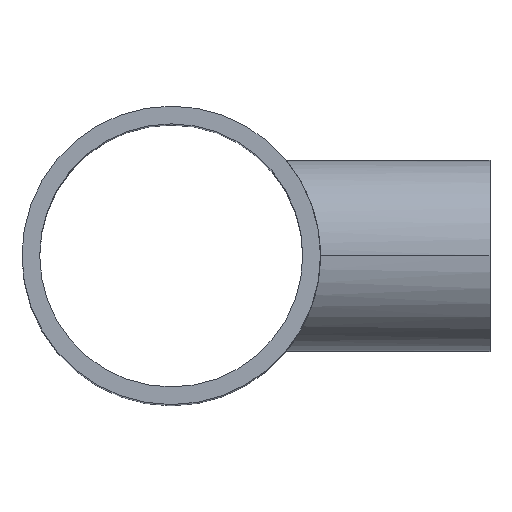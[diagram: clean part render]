
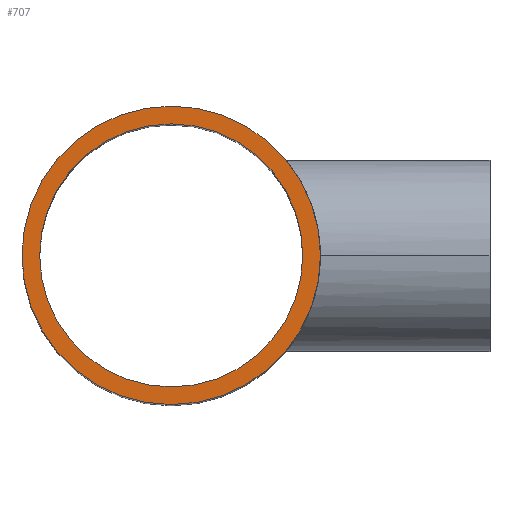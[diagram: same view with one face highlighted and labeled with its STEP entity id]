
A CAD part, top view. The second image highlights one B-rep face of the part: STEP entity #707.
In plain terms, the highlighted planar face has unit normal (0, 0, 1).
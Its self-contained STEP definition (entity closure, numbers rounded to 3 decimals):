
#13 = EDGE_CURVE ( 'NONE', #633, #63, #465, .T. ) ;
#27 = EDGE_CURVE ( 'NONE', #244, #694, #306, .T. ) ;
#63 = VERTEX_POINT ( 'NONE', #603 ) ;
#99 = DIRECTION ( 'NONE',  ( 0., 0., 1. ) ) ;
#100 = DIRECTION ( 'NONE',  ( 1., 0., 0. ) ) ;
#104 = AXIS2_PLACEMENT_3D ( 'NONE', #380, #99, #671 ) ;
#126 = AXIS2_PLACEMENT_3D ( 'NONE', #412, #490, #599 ) ;
#150 = DIRECTION ( 'NONE',  ( 0., 0., 1. ) ) ;
#161 = CIRCLE ( 'NONE', #527, 125. ) ;
#179 = ORIENTED_EDGE ( 'NONE', *, *, #27, .F. ) ;
#193 = DIRECTION ( 'NONE',  ( 1., 0., 0. ) ) ;
#196 = ORIENTED_EDGE ( 'NONE', *, *, #13, .T. ) ;
#244 = VERTEX_POINT ( 'NONE', #394 ) ;
#273 = EDGE_LOOP ( 'NONE', ( #583, #179 ) ) ;
#282 = ORIENTED_EDGE ( 'NONE', *, *, #473, .T. ) ;
#305 = DIRECTION ( 'NONE',  ( 0., 0., 1. ) ) ;
#306 = CIRCLE ( 'NONE', #445, 110.2 ) ;
#314 = PLANE ( 'NONE',  #104 ) ;
#321 = DIRECTION ( 'NONE',  ( 1., 0., 0. ) ) ;
#336 = EDGE_LOOP ( 'NONE', ( #196, #282 ) ) ;
#380 = CARTESIAN_POINT ( 'NONE',  ( 0., 0., 295. ) ) ;
#394 = CARTESIAN_POINT ( 'NONE',  ( 110.2, 0., 295. ) ) ;
#412 = CARTESIAN_POINT ( 'NONE',  ( 0., 0., 295. ) ) ;
#430 = EDGE_CURVE ( 'NONE', #694, #244, #542, .T. ) ;
#445 = AXIS2_PLACEMENT_3D ( 'NONE', #715, #305, #193 ) ;
#465 = CIRCLE ( 'NONE', #126, 125. ) ;
#473 = EDGE_CURVE ( 'NONE', #63, #633, #161, .T. ) ;
#490 = DIRECTION ( 'NONE',  ( 0., 0., 1. ) ) ;
#502 = CARTESIAN_POINT ( 'NONE',  ( -125., 0., 295. ) ) ;
#527 = AXIS2_PLACEMENT_3D ( 'NONE', #606, #150, #321 ) ;
#542 = CIRCLE ( 'NONE', #578, 110.2 ) ;
#560 = FACE_BOUND ( 'NONE', #273, .T. ) ;
#561 = DIRECTION ( 'NONE',  ( 0., 0., 1. ) ) ;
#578 = AXIS2_PLACEMENT_3D ( 'NONE', #672, #561, #100 ) ;
#583 = ORIENTED_EDGE ( 'NONE', *, *, #430, .F. ) ;
#599 = DIRECTION ( 'NONE',  ( 1., 0., 0. ) ) ;
#603 = CARTESIAN_POINT ( 'NONE',  ( 125., 0., 295. ) ) ;
#606 = CARTESIAN_POINT ( 'NONE',  ( 0., 0., 295. ) ) ;
#609 = CARTESIAN_POINT ( 'NONE',  ( -110.2, 0., 295. ) ) ;
#633 = VERTEX_POINT ( 'NONE', #502 ) ;
#671 = DIRECTION ( 'NONE',  ( 1., 0., 0. ) ) ;
#672 = CARTESIAN_POINT ( 'NONE',  ( 0., 0., 295. ) ) ;
#680 = FACE_OUTER_BOUND ( 'NONE', #336, .T. ) ;
#694 = VERTEX_POINT ( 'NONE', #609 ) ;
#707 = ADVANCED_FACE ( 'NONE', ( #680, #560 ), #314, .T. ) ;
#715 = CARTESIAN_POINT ( 'NONE',  ( 0., 0., 295. ) ) ;
